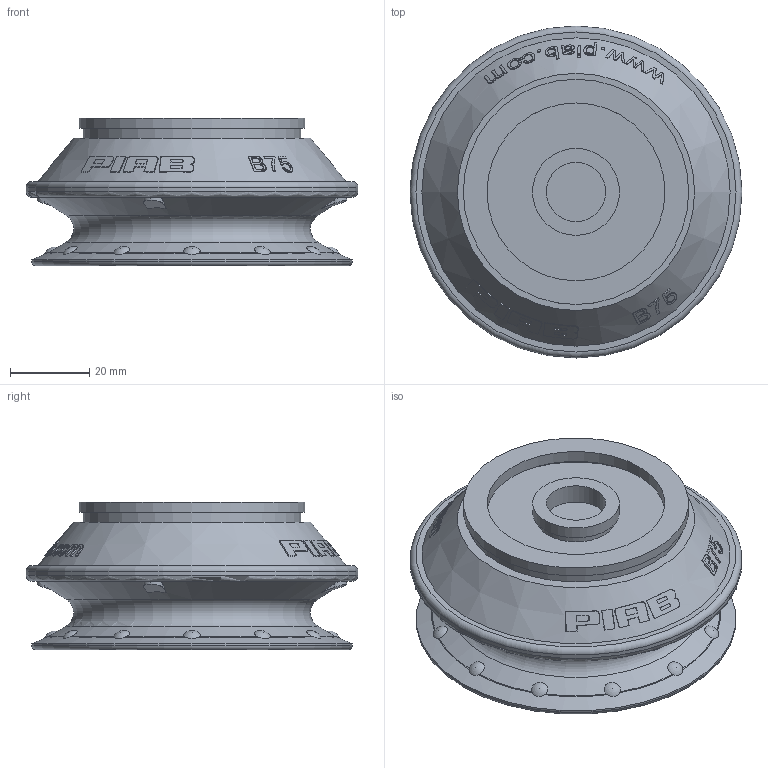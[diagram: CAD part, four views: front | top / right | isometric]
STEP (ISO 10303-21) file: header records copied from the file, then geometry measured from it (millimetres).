
FILE_DESCRIPTION( ( 'Unknown' ), '1' );
FILE_NAME( 'SE-0415885.stp', 'Unknown', ( 'Unknown' ), ( 'Unknown' ), 'PSStep 17.0.49', 'Unknown', ' ' );
FILE_SCHEMA( ( 'AUTOMOTIVE_DESIGN { 1 0 10303 214 1 1 1 1 }' ) );
Length unit declared in the file: millimetre
Products named in the file (1): 1
Bounding box: 84 x 84 x 37.3 mm (x, y, z)
Volume: 131743.7 mm3; surface area: 22798.5 mm2
Topology: 1 solids, 1 shells, 294 faces, 778 edges, 512 vertices
Faces by surface type: plane 152, extrusion 46, cone 35, cylinder 33, torus 16, sphere 12
Full cylindrical faces by diameter (mm): 15 x1, 20 x1, 22 x1, 45 x1, 50 x1, 55 x1, 57 x1, 81 x1, 84 x1
Entity records: 14125 total; most frequent: CARTESIAN_POINT 5333, ORIENTED_EDGE 1396, DIRECTION 1166, EDGE_CURVE 698, VERTEX_POINT 484, AXIS2_PLACEMENT_3D 462, EDGE_LOOP 346, B_SPLINE_CURVE_WITH_KNOTS 322
